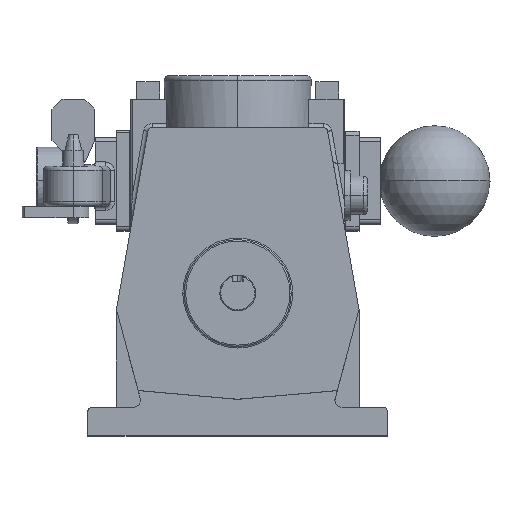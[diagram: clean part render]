
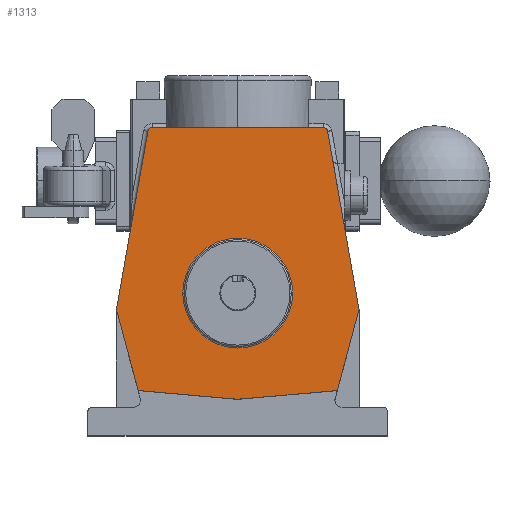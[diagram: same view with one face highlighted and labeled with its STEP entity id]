
A CAD part, top view. The second image highlights one B-rep face of the part: STEP entity #1313.
In plain terms, the highlighted planar face has unit normal (0, 0, 1).
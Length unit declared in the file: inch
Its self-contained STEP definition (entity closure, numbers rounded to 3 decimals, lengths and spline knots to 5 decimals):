
#151 = VERTEX_POINT ( 'NONE', #671 ) ;
#152 = VERTEX_POINT ( 'NONE', #672 ) ;
#161 = VERTEX_POINT ( 'NONE', #681 ) ;
#162 = VERTEX_POINT ( 'NONE', #682 ) ;
#221 = VERTEX_POINT ( 'NONE', #741 ) ;
#223 = VERTEX_POINT ( 'NONE', #743 ) ;
#251 = VERTEX_POINT ( 'NONE', #771 ) ;
#256 = VERTEX_POINT ( 'NONE', #776 ) ;
#279 = VERTEX_POINT ( 'NONE', #799 ) ;
#535 = VERTEX_POINT ( 'NONE', #7349 ) ;
#536 = VERTEX_POINT ( 'NONE', #7347 ) ;
#671 = CARTESIAN_POINT ( 'NONE',  ( -1.50047, 2.9, 2.81 ) ) ;
#672 = CARTESIAN_POINT ( 'NONE',  ( 1.50047, 2.9, 2.81 ) ) ;
#681 = CARTESIAN_POINT ( 'NONE',  ( -2.125, -0.285, 2.81 ) ) ;
#682 = CARTESIAN_POINT ( 'NONE',  ( -1.57433, 2.83802, 2.81 ) ) ;
#741 = CARTESIAN_POINT ( 'NONE',  ( 1.74386, -1.70743, 2.81 ) ) ;
#743 = CARTESIAN_POINT ( 'NONE',  ( 2.125, -0.285, 2.81 ) ) ;
#771 = CARTESIAN_POINT ( 'NONE',  ( 1.57433, 2.83802, 2.81 ) ) ;
#776 = CARTESIAN_POINT ( 'NONE',  ( -1.74386, -1.70743, 2.81 ) ) ;
#799 = CARTESIAN_POINT ( 'NONE',  ( 0., -1.86, 2.81 ) ) ;
#973 = EDGE_CURVE ( 'NONE', #151, #152, #4196, .T. ) ;
#984 = EDGE_CURVE ( 'NONE', #161, #162, #4216, .T. ) ;
#1057 = EDGE_CURVE ( 'NONE', #223, #221, #4340, .T. ) ;
#1106 = EDGE_CURVE ( 'NONE', #251, #223, #4422, .T. ) ;
#1115 = EDGE_CURVE ( 'NONE', #256, #161, #4436, .T. ) ;
#1144 = EDGE_CURVE ( 'NONE', #221, #279, #5958, .T. ) ;
#1146 = EDGE_CURVE ( 'NONE', #279, #256, #5965, .T. ) ;
#1149 = EDGE_CURVE ( 'NONE', #251, #152, #5970, .T. ) ;
#1150 = EDGE_CURVE ( 'NONE', #536, #535, #5971, .T. ) ;
#1151 = EDGE_CURVE ( 'NONE', #151, #162, #5972, .T. ) ;
#1313 = ADVANCED_FACE ( 'NONE', ( #6240, #6243 ), #5562, .F. ) ;
#1499 = EDGE_LOOP ( 'NONE', ( #2310, #2311 ) ) ;
#1501 = EDGE_LOOP ( 'NONE', ( #2312, #2313, #2314, #2315, #2316, #2317, #2318, #2319, #2320 ) ) ;
#2310 = ORIENTED_EDGE ( 'NONE', *, *, #1150, .T. ) ;
#2311 = ORIENTED_EDGE ( 'NONE', *, *, #3302, .T. ) ;
#2312 = ORIENTED_EDGE ( 'NONE', *, *, #973, .F. ) ;
#2313 = ORIENTED_EDGE ( 'NONE', *, *, #1151, .T. ) ;
#2314 = ORIENTED_EDGE ( 'NONE', *, *, #984, .F. ) ;
#2315 = ORIENTED_EDGE ( 'NONE', *, *, #1115, .F. ) ;
#2316 = ORIENTED_EDGE ( 'NONE', *, *, #1146, .F. ) ;
#2317 = ORIENTED_EDGE ( 'NONE', *, *, #1144, .F. ) ;
#2318 = ORIENTED_EDGE ( 'NONE', *, *, #1057, .F. ) ;
#2319 = ORIENTED_EDGE ( 'NONE', *, *, #1106, .F. ) ;
#2320 = ORIENTED_EDGE ( 'NONE', *, *, #1149, .T. ) ;
#3302 = EDGE_CURVE ( 'NONE', #535, #536, #10085, .T. ) ;
#4191 = VECTOR ( 'NONE', #10591, 39.37008 ) ;
#4196 = LINE ( 'NONE', #10601, #4191 ) ;
#4216 = LINE ( 'NONE', #10552, #4217 ) ;
#4217 = VECTOR ( 'NONE', #10551, 39.37008 ) ;
#4340 = LINE ( 'NONE', #4805, #4341 ) ;
#4341 = VECTOR ( 'NONE', #4806, 39.37008 ) ;
#4422 = LINE ( 'NONE', #4935, #4423 ) ;
#4423 = VECTOR ( 'NONE', #4936, 39.37008 ) ;
#4436 = LINE ( 'NONE', #4956, #4437 ) ;
#4437 = VECTOR ( 'NONE', #4957, 39.37008 ) ;
#4509 = AXIS2_PLACEMENT_3D ( 'NONE', #5042, #5043, #5044 ) ;
#4512 = AXIS2_PLACEMENT_3D ( 'NONE', #5045, #5046, #5047 ) ;
#4513 = AXIS2_PLACEMENT_3D ( 'NONE', #5048, #5050, #5051 ) ;
#4630 = AXIS2_PLACEMENT_3D ( 'NONE', #5561, #5564, #5565 ) ;
#4805 = CARTESIAN_POINT ( 'NONE',  ( 1.66547, -2., 2.81 ) ) ;
#4806 = DIRECTION ( 'NONE',  ( -0.259, -0.966, 0. ) ) ;
#4935 = CARTESIAN_POINT ( 'NONE',  ( 2.125, -0.285, 2.81 ) ) ;
#4936 = DIRECTION ( 'NONE',  ( 0.174, -0.985, 0. ) ) ;
#4956 = CARTESIAN_POINT ( 'NONE',  ( -1.66547, -2., 2.81 ) ) ;
#4957 = DIRECTION ( 'NONE',  ( -0.259, 0.966, 0. ) ) ;
#5027 = CARTESIAN_POINT ( 'NONE',  ( -1.63785, -1.71671, 2.81 ) ) ;
#5030 = CARTESIAN_POINT ( 'NONE',  ( 0., -1.86, 2.81 ) ) ;
#5031 = DIRECTION ( 'NONE',  ( -0.996, -0.087, 0. ) ) ;
#5035 = DIRECTION ( 'NONE',  ( -0.996, 0.087, 0. ) ) ;
#5042 = CARTESIAN_POINT ( 'NONE',  ( 1.50047, 2.825, 2.81 ) ) ;
#5043 = DIRECTION ( 'NONE',  ( 0., 0., 1. ) ) ;
#5044 = DIRECTION ( 'NONE',  ( -1., 0., 0. ) ) ;
#5045 = CARTESIAN_POINT ( 'NONE',  ( 0., 0., 2.81 ) ) ;
#5046 = DIRECTION ( 'NONE',  ( 0., 0., -1. ) ) ;
#5047 = DIRECTION ( 'NONE',  ( -1., 0., 0. ) ) ;
#5048 = CARTESIAN_POINT ( 'NONE',  ( -1.50047, 2.825, 2.81 ) ) ;
#5050 = DIRECTION ( 'NONE',  ( 0., 0., 1. ) ) ;
#5051 = DIRECTION ( 'NONE',  ( -1., 0., 0. ) ) ;
#5561 = CARTESIAN_POINT ( 'NONE',  ( -2.625, -2., 2.81 ) ) ;
#5562 = PLANE ( 'NONE',  #4630 ) ;
#5564 = DIRECTION ( 'NONE',  ( 0., 0., -1. ) ) ;
#5565 = DIRECTION ( 'NONE',  ( -1., 0., 0. ) ) ;
#5958 = LINE ( 'NONE', #5030, #5959 ) ;
#5959 = VECTOR ( 'NONE', #5031, 39.37008 ) ;
#5961 = VECTOR ( 'NONE', #5035, 39.37008 ) ;
#5965 = LINE ( 'NONE', #5027, #5961 ) ;
#5970 = CIRCLE ( 'NONE', #4509, 0.075 ) ;
#5971 = CIRCLE ( 'NONE', #4512, 0.9625 ) ;
#5972 = CIRCLE ( 'NONE', #4513, 0.075 ) ;
#6240 = FACE_BOUND ( 'NONE', #1499, .T. ) ;
#6243 = FACE_OUTER_BOUND ( 'NONE', #1501, .T. ) ;
#7347 = CARTESIAN_POINT ( 'NONE',  ( -0.9625, 0., 2.81 ) ) ;
#7349 = CARTESIAN_POINT ( 'NONE',  ( 0.9625, 0., 2.81 ) ) ;
#7945 = AXIS2_PLACEMENT_3D ( 'NONE', #9113, #9114, #9115 ) ;
#9113 = CARTESIAN_POINT ( 'NONE',  ( 0., 0., 2.81 ) ) ;
#9114 = DIRECTION ( 'NONE',  ( 0., 0., -1. ) ) ;
#9115 = DIRECTION ( 'NONE',  ( -1., 0., 0. ) ) ;
#10085 = CIRCLE ( 'NONE', #7945, 0.9625 ) ;
#10551 = DIRECTION ( 'NONE',  ( 0.174, 0.985, 0. ) ) ;
#10552 = CARTESIAN_POINT ( 'NONE',  ( -2.125, -0.285, 2.81 ) ) ;
#10591 = DIRECTION ( 'NONE',  ( 1., 0., 0. ) ) ;
#10601 = CARTESIAN_POINT ( 'NONE',  ( 1.5634, 2.9, 2.81 ) ) ;
